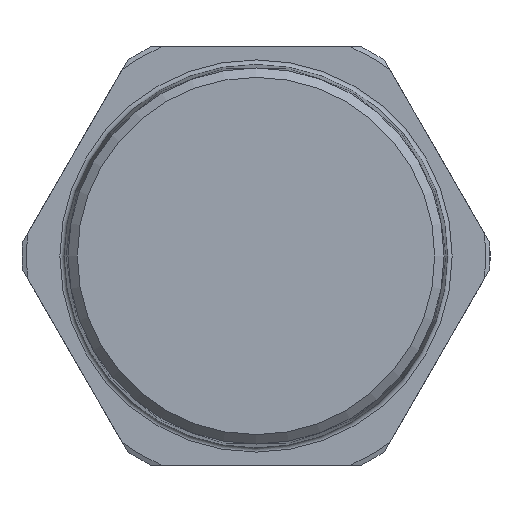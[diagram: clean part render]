
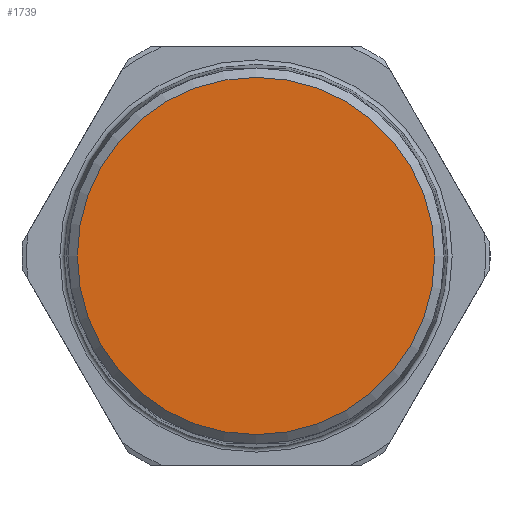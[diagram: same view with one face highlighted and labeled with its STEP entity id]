
A CAD part, left-side view. The second image highlights one B-rep face of the part: STEP entity #1739.
In plain terms, the highlighted planar face has unit normal (-1, 0, 0).
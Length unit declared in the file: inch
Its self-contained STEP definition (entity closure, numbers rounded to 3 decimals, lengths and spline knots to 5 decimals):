
#334=FACE_OUTER_BOUND('',#431,.T.);
#431=EDGE_LOOP('',(#1396));
#559=CIRCLE('',#1958,0.77396);
#725=VERTEX_POINT('',#3302);
#958=EDGE_CURVE('',#725,#725,#559,.T.);
#1396=ORIENTED_EDGE('',*,*,#958,.F.);
#1563=PLANE('',#1957);
#1739=ADVANCED_FACE('',(#334),#1563,.T.);
#1957=AXIS2_PLACEMENT_3D('',#3301,#2403,#2404);
#1958=AXIS2_PLACEMENT_3D('',#3303,#2405,#2406);
#2403=DIRECTION('center_axis',(-1.,0.,0.));
#2404=DIRECTION('ref_axis',(0.,0.,
-1.));
#2405=DIRECTION('center_axis',(1.,0.,0.));
#2406=DIRECTION('ref_axis',(0.,1.,0.));
#3301=CARTESIAN_POINT('Origin',(-1.79409,-0.81333,0.));
#3302=CARTESIAN_POINT('',(-1.79409,-0.77396,0.));
#3303=CARTESIAN_POINT('Origin',(-1.79409,0.,
0.));
